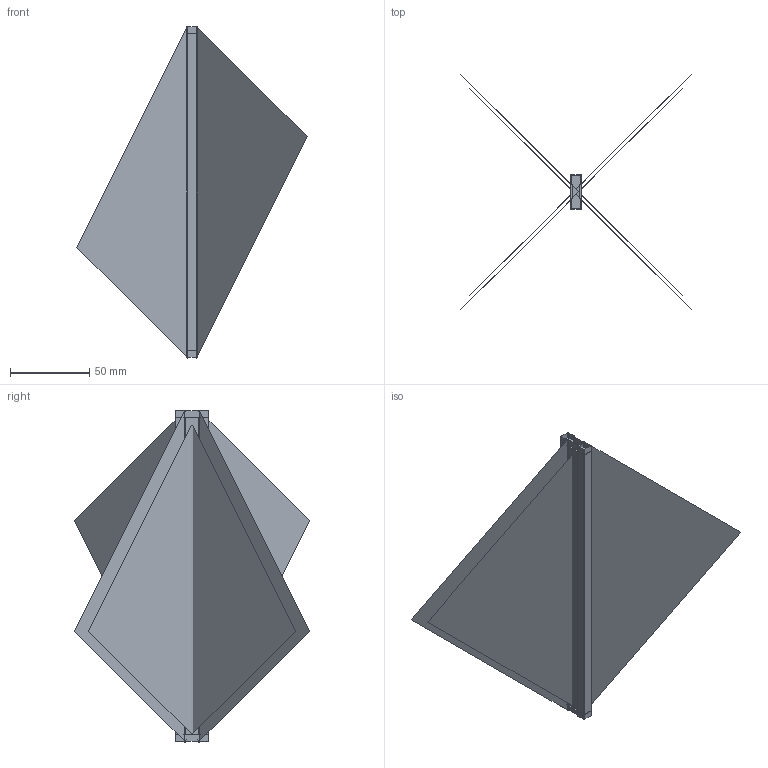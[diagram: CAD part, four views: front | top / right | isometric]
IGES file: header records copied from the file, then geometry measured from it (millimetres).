
Start section:  PTC IGES file: s0524-643501.igs
Global section: file name: s0524-643501.igs; native system: Pro/ENGINEER by Parametric Technology Corporation; preprocessor: 2005310; author: RCRU51; organization: Unknown; date: 080917.120543; units: millimetre
Bounding box: 144.89 x 148.19 x 208.83 mm (x, y, z)
Surface area: 210918 mm2 (no closed solid volume)
Topology: 0 solids, 0 shells, 28 faces, 452 edges, 572 vertices
Faces by surface type: bspline 28
